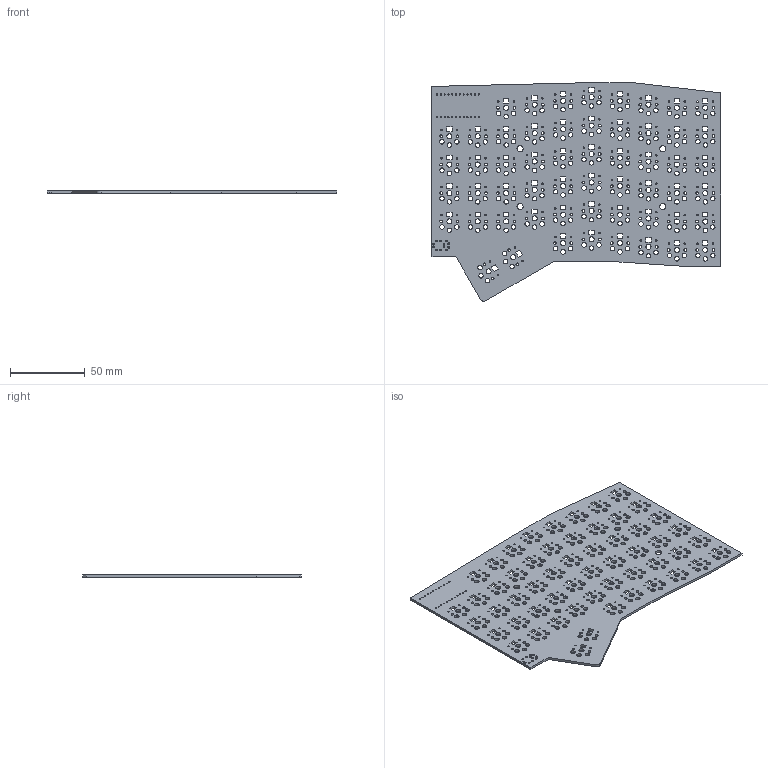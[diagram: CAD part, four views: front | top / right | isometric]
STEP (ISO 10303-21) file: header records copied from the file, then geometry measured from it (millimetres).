
FILE_DESCRIPTION(('KiCad electronic assembly'),'2;1');
FILE_NAME('NomadKeyboard.step','2025-03-07T23:41:19',('Pcbnew'),('Kicad' ),'Open CASCADE STEP processor 7.7','KiCad to STEP converter', 'Unknown');
FILE_SCHEMA(('AUTOMOTIVE_DESIGN { 1 0 10303 214 1 1 1 1 }'));
Length unit declared in the file: millimetre
Products named in the file (2): NomadKeyboard 1; _autosave-NomadKeyboard_PCB
Assembly tree (1 placements, depth 2):
  NomadKeyboard 1
    _autosave-NomadKeyboard_PCB
Bounding box: 194 x 146.17 x 1.6 mm (x, y, z)
Volume: 33727.3 mm3; surface area: 49712.3 mm2
Topology: 1 solids, 1 shells, 755 faces, 2259 edges, 1506 vertices
Faces by surface type: cylinder 497, plane 258
Full cylindrical faces by diameter (mm): 0.813 x24, 1 x112, 1.2 x4, 1.8 x112, 3 x168, 3.4 x56, 4.1 x4
Entity records: 28080 total; most frequent: DIRECTION 4767, CARTESIAN_POINT 4522, ORIENTED_EDGE 4518, EDGE_CURVE 2259, FACE_BOUND 1843, EDGE_LOOP 1843, AXIS2_PLACEMENT_3D 1751, VERTEX_POINT 1506
